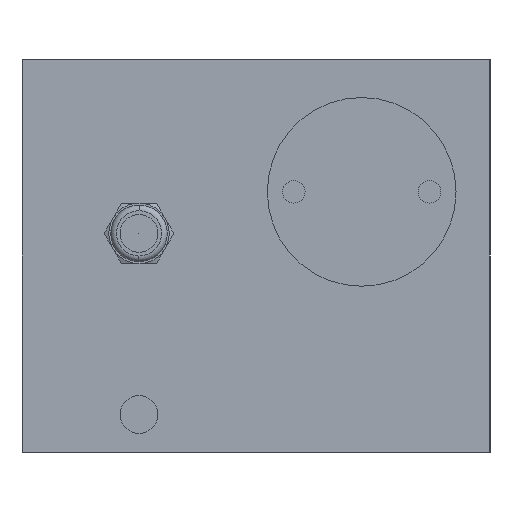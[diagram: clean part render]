
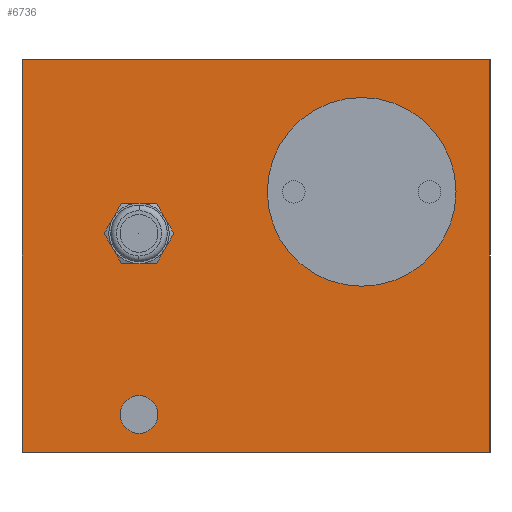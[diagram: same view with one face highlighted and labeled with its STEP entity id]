
A CAD part, left-side view. The second image highlights one B-rep face of the part: STEP entity #6736.
In plain terms, the highlighted planar face has unit normal (-1, 0, 0).
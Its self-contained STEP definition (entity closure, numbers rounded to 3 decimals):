
#22=DIRECTION('',(0.,-1.,0.));
#23=VECTOR('',#22,62.);
#24=CARTESIAN_POINT('',(0.,62.,0.));
#25=LINE('',#24,#23);
#797=DIRECTION('',(0.,0.,1.));
#798=VECTOR('',#797,52.);
#799=CARTESIAN_POINT('',(0.,62.,-52.));
#800=LINE('',#799,#798);
#841=DIRECTION('',(0.,-1.,0.));
#842=VECTOR('',#841,62.);
#843=CARTESIAN_POINT('',(0.,62.,-52.));
#844=LINE('',#843,#842);
#845=DIRECTION('',(0.,0.,1.));
#846=VECTOR('',#845,52.);
#847=CARTESIAN_POINT('',(0.,0.,-52.));
#848=LINE('',#847,#846);
#849=CARTESIAN_POINT('',(0.,17.,-17.5));
#850=DIRECTION('',(1.,0.,0.));
#851=DIRECTION('',(0.,0.,-1.));
#852=AXIS2_PLACEMENT_3D('',#849,#850,#851);
#854=CARTESIAN_POINT('',(0.,17.,-17.5));
#855=DIRECTION('',(1.,0.,0.));
#856=DIRECTION('',(0.,0.,1.));
#857=AXIS2_PLACEMENT_3D('',#854,#855,#856);
#859=CARTESIAN_POINT('',(0.,46.5,-47.));
#860=DIRECTION('',(1.,0.,0.));
#861=DIRECTION('',(0.,0.,-1.));
#862=AXIS2_PLACEMENT_3D('',#859,#860,#861);
#864=CARTESIAN_POINT('',(0.,46.5,-47.));
#865=DIRECTION('',(1.,0.,0.));
#866=DIRECTION('',(0.,0.,1.));
#867=AXIS2_PLACEMENT_3D('',#864,#865,#866);
#869=CARTESIAN_POINT('',(0.,46.5,-23.));
#870=DIRECTION('',(-1.,0.,0.));
#871=DIRECTION('',(0.,-0.866,0.5));
#872=AXIS2_PLACEMENT_3D('',#869,#870,#871);
#874=CARTESIAN_POINT('',(0.,46.5,-23.));
#875=DIRECTION('',(-1.,0.,0.));
#876=DIRECTION('',(0.,0.,1.));
#877=AXIS2_PLACEMENT_3D('',#874,#875,#876);
#879=CARTESIAN_POINT('',(0.,46.5,-23.));
#880=DIRECTION('',(-1.,0.,0.));
#881=DIRECTION('',(0.,0.866,0.5));
#882=AXIS2_PLACEMENT_3D('',#879,#880,#881);
#884=CARTESIAN_POINT('',(0.,46.5,-23.));
#885=DIRECTION('',(-1.,0.,0.));
#886=DIRECTION('',(0.,0.866,-0.5));
#887=AXIS2_PLACEMENT_3D('',#884,#885,#886);
#889=CARTESIAN_POINT('',(0.,46.5,-23.));
#890=DIRECTION('',(-1.,0.,0.));
#891=DIRECTION('',(0.,0.,-1.));
#892=AXIS2_PLACEMENT_3D('',#889,#890,#891);
#894=CARTESIAN_POINT('',(0.,46.5,-23.));
#895=DIRECTION('',(-1.,0.,0.));
#896=DIRECTION('',(0.,-0.866,-0.5));
#897=AXIS2_PLACEMENT_3D('',#894,#895,#896);
#4697=CARTESIAN_POINT('',(0.,0.,-52.));
#4698=VERTEX_POINT('',#4697);
#4699=CARTESIAN_POINT('',(0.,62.,-52.));
#4700=VERTEX_POINT('',#4699);
#4721=CARTESIAN_POINT('',(0.,0.,0.));
#4722=VERTEX_POINT('',#4721);
#4727=CARTESIAN_POINT('',(0.,62.,0.));
#4728=VERTEX_POINT('',#4727);
#4729=CARTESIAN_POINT('',(0.,17.,-30.));
#4730=CARTESIAN_POINT('',(0.,17.,-5.));
#4731=VERTEX_POINT('',#4729);
#4732=VERTEX_POINT('',#4730);
#4733=CARTESIAN_POINT('',(0.,46.5,-49.5));
#4734=CARTESIAN_POINT('',(0.,46.5,-44.5));
#4735=VERTEX_POINT('',#4733);
#4736=VERTEX_POINT('',#4734);
#6003=CARTESIAN_POINT('',(0.,43.036,-21.));
#6004=CARTESIAN_POINT('',(0.,46.5,-19.));
#6005=VERTEX_POINT('',#6003);
#6006=VERTEX_POINT('',#6004);
#6007=CARTESIAN_POINT('',(0.,49.964,-25.));
#6008=CARTESIAN_POINT('',(0.,46.5,-27.));
#6009=VERTEX_POINT('',#6007);
#6010=VERTEX_POINT('',#6008);
#6011=CARTESIAN_POINT('',(0.,43.036,-25.));
#6012=VERTEX_POINT('',#6011);
#6013=CARTESIAN_POINT('',(0.,49.964,-21.));
#6014=VERTEX_POINT('',#6013);
#6698=CARTESIAN_POINT('',(0.,31.,-26.));
#6699=DIRECTION('',(1.,0.,0.));
#6700=DIRECTION('',(0.,-1.,0.));
#6701=AXIS2_PLACEMENT_3D('',#6698,#6699,#6700);
#6702=PLANE('',#6701);
#6703=ORIENTED_EDGE('',*,*,#6583,.F.);
#6704=ORIENTED_EDGE('',*,*,#6669,.T.);
#6705=ORIENTED_EDGE('',*,*,#6042,.T.);
#6707=ORIENTED_EDGE('',*,*,#6706,.F.);
#6708=EDGE_LOOP('',(#6703,#6704,#6705,#6707));
#6709=FACE_OUTER_BOUND('',#6708,.F.);
#6711=ORIENTED_EDGE('',*,*,#6710,.F.);
#6713=ORIENTED_EDGE('',*,*,#6712,.F.);
#6714=EDGE_LOOP('',(#6711,#6713));
#6715=FACE_BOUND('',#6714,.F.);
#6717=ORIENTED_EDGE('',*,*,#6716,.F.);
#6719=ORIENTED_EDGE('',*,*,#6718,.F.);
#6720=EDGE_LOOP('',(#6717,#6719));
#6721=FACE_BOUND('',#6720,.F.);
#6723=ORIENTED_EDGE('',*,*,#6722,.T.);
#6725=ORIENTED_EDGE('',*,*,#6724,.T.);
#6727=ORIENTED_EDGE('',*,*,#6726,.T.);
#6729=ORIENTED_EDGE('',*,*,#6728,.T.);
#6731=ORIENTED_EDGE('',*,*,#6730,.T.);
#6733=ORIENTED_EDGE('',*,*,#6732,.T.);
#6734=EDGE_LOOP('',(#6723,#6725,#6727,#6729,#6731,#6733));
#6735=FACE_BOUND('',#6734,.F.);
#6736=ADVANCED_FACE('',(#6709,#6715,#6721,#6735),#6702,.F.);
#853=CIRCLE('',#852,12.5);
#858=CIRCLE('',#857,12.5);
#863=CIRCLE('',#862,2.5);
#868=CIRCLE('',#867,2.5);
#873=CIRCLE('',#872,4.);
#878=CIRCLE('',#877,4.);
#883=CIRCLE('',#882,4.);
#888=CIRCLE('',#887,4.);
#893=CIRCLE('',#892,4.);
#898=CIRCLE('',#897,4.);
#6042=EDGE_CURVE('',#4728,#4722,#25,.T.);
#6583=EDGE_CURVE('',#4700,#4698,#844,.T.);
#6669=EDGE_CURVE('',#4700,#4728,#800,.T.);
#6706=EDGE_CURVE('',#4698,#4722,#848,.T.);
#6710=EDGE_CURVE('',#4731,#4732,#853,.T.);
#6712=EDGE_CURVE('',#4732,#4731,#858,.T.);
#6716=EDGE_CURVE('',#4735,#4736,#863,.T.);
#6718=EDGE_CURVE('',#4736,#4735,#868,.T.);
#6722=EDGE_CURVE('',#6005,#6006,#873,.T.);
#6724=EDGE_CURVE('',#6006,#6014,#878,.T.);
#6726=EDGE_CURVE('',#6014,#6009,#883,.T.);
#6728=EDGE_CURVE('',#6009,#6010,#888,.T.);
#6730=EDGE_CURVE('',#6010,#6012,#893,.T.);
#6732=EDGE_CURVE('',#6012,#6005,#898,.T.);
